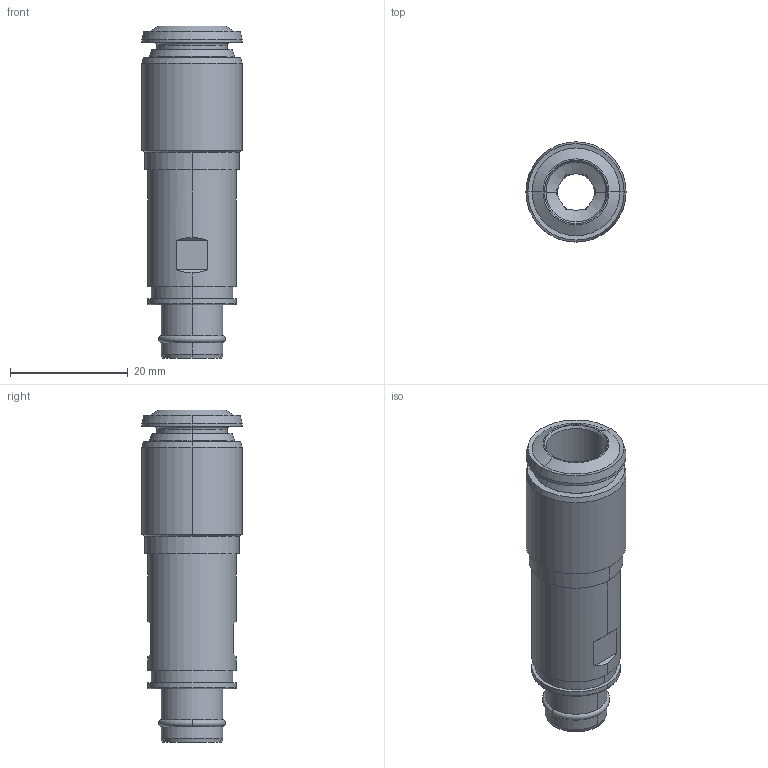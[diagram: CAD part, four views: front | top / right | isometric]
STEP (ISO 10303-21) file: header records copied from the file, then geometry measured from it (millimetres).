
FILE_DESCRIPTION(('Creo Elements/Direct Modeling STEP Export'),'2;1');
FILE_NAME('0ln7uvk5p6o8n844976','2023-02-13T16:34:59',(''),(''),'Creo Elements/Direct Modeling STEP processor for AP214 (Solid Model)','Creo Elements/Direct Modeling 20.1B 02-Apr-2019 (C) Parametric Technology GmbH','');
FILE_SCHEMA(('AUTOMOTIVE_DESIGN { 1 0 10303 214 1 1 1 1 }'));
Length unit declared in the file: millimetre
Products named in the file (2): CX 10 MPQM
Assembly tree (1 placements, depth 2):
  CX 10 MPQM
    CX 10 MPQM
Bounding box: 17 x 17 x 56.35 mm (x, y, z)
Volume: 6909 mm3; surface area: 4632.3 mm2
Topology: 1 solids, 1 shells, 87 faces, 217 edges, 139 vertices
Faces by surface type: cylinder 30, plane 27, cone 24, torus 6
Entity records: 3083 total; most frequent: CARTESIAN_POINT 453, ORIENTED_EDGE 434, DIRECTION 362, EDGE_CURVE 217, AXIS2_PLACEMENT_3D 144, VERTEX_POINT 139, EDGE_LOOP 96, COLOUR_RGB 88
